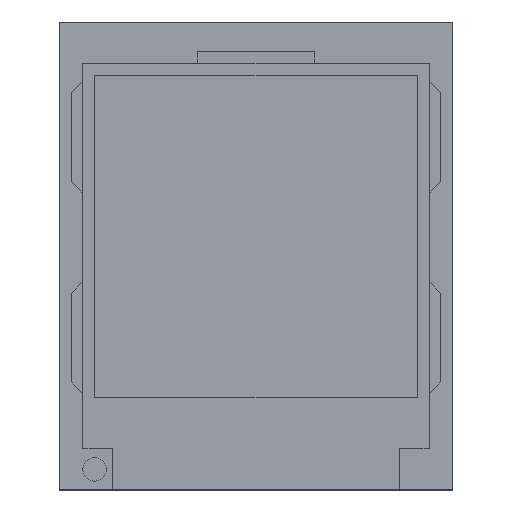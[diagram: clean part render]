
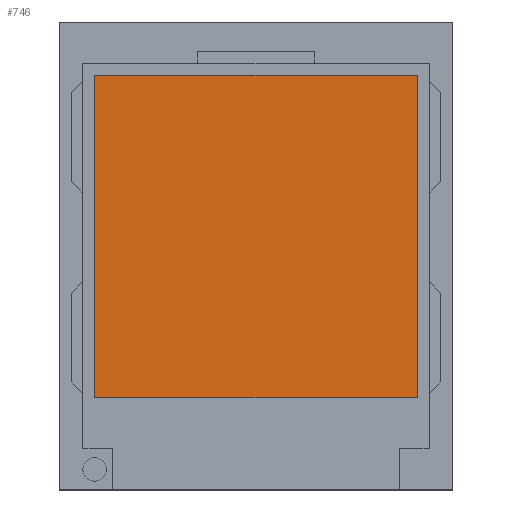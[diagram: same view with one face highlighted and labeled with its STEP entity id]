
A CAD part, top view. The second image highlights one B-rep face of the part: STEP entity #746.
In plain terms, the highlighted planar face has unit normal (0, 0, 1).
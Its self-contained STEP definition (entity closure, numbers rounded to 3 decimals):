
#54 = EDGE_CURVE ( 'NONE', #899, #594, #501, .T. ) ;
#160 = VERTEX_POINT ( 'NONE', #1688 ) ;
#193 = DIRECTION ( 'NONE',  ( 0., -1., 0. ) ) ;
#289 = CARTESIAN_POINT ( 'NONE',  ( -16.392, 3.91, 2.01 ) ) ;
#459 = LINE ( 'NONE', #1160, #1837 ) ;
#501 = LINE ( 'NONE', #1815, #620 ) ;
#522 = CARTESIAN_POINT ( 'NONE',  ( 0., 0., 2.01 ) ) ;
#571 = DIRECTION ( 'NONE',  ( 0., 1., 0. ) ) ;
#591 = LINE ( 'NONE', #1854, #1434 ) ;
#594 = VERTEX_POINT ( 'NONE', #885 ) ;
#611 = DIRECTION ( 'NONE',  ( -1., 0., 0. ) ) ;
#620 = VECTOR ( 'NONE', #193, 1000. ) ;
#641 = ORIENTED_EDGE ( 'NONE', *, *, #1724, .T. ) ;
#737 = AXIS2_PLACEMENT_3D ( 'NONE', #522, #1563, #838 ) ;
#746 = ADVANCED_FACE ( 'NONE', ( #1171 ), #975, .F. ) ;
#831 = CARTESIAN_POINT ( 'NONE',  ( -16.392, 3.91, 2.01 ) ) ;
#838 = DIRECTION ( 'NONE',  ( -1., 0., 0. ) ) ;
#885 = CARTESIAN_POINT ( 'NONE',  ( -43.732, 3.91, 2.01 ) ) ;
#899 = VERTEX_POINT ( 'NONE', #1626 ) ;
#911 = LINE ( 'NONE', #831, #1164 ) ;
#975 = PLANE ( 'NONE',  #737 ) ;
#1004 = EDGE_CURVE ( 'NONE', #1813, #160, #459, .T. ) ;
#1079 = ORIENTED_EDGE ( 'NONE', *, *, #1627, .T. ) ;
#1149 = ORIENTED_EDGE ( 'NONE', *, *, #54, .T. ) ;
#1160 = CARTESIAN_POINT ( 'NONE',  ( -16.392, 31.25, 2.01 ) ) ;
#1164 = VECTOR ( 'NONE', #1728, 1000. ) ;
#1171 = FACE_OUTER_BOUND ( 'NONE', #1801, .T. ) ;
#1434 = VECTOR ( 'NONE', #611, 1000. ) ;
#1563 = DIRECTION ( 'NONE',  ( 0., 0., -1. ) ) ;
#1626 = CARTESIAN_POINT ( 'NONE',  ( -43.732, 31.25, 2.01 ) ) ;
#1627 = EDGE_CURVE ( 'NONE', #160, #899, #591, .T. ) ;
#1688 = CARTESIAN_POINT ( 'NONE',  ( -16.392, 31.25, 2.01 ) ) ;
#1724 = EDGE_CURVE ( 'NONE', #594, #1813, #911, .T. ) ;
#1728 = DIRECTION ( 'NONE',  ( 1., 0., 0. ) ) ;
#1798 = ORIENTED_EDGE ( 'NONE', *, *, #1004, .T. ) ;
#1801 = EDGE_LOOP ( 'NONE', ( #1798, #1079, #1149, #641 ) ) ;
#1813 = VERTEX_POINT ( 'NONE', #289 ) ;
#1815 = CARTESIAN_POINT ( 'NONE',  ( -43.732, 31.25, 2.01 ) ) ;
#1837 = VECTOR ( 'NONE', #571, 1000. ) ;
#1854 = CARTESIAN_POINT ( 'NONE',  ( -16.392, 31.25, 2.01 ) ) ;
